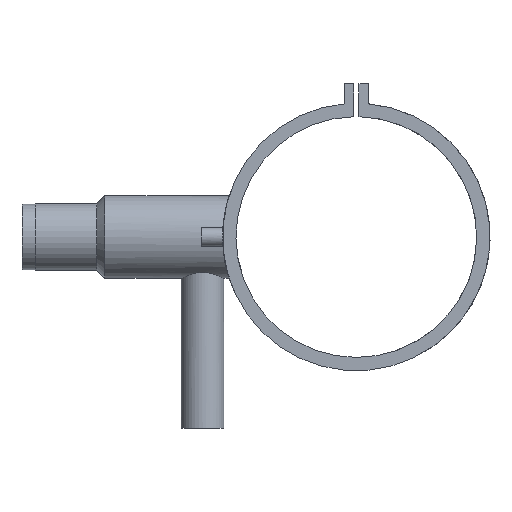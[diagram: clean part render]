
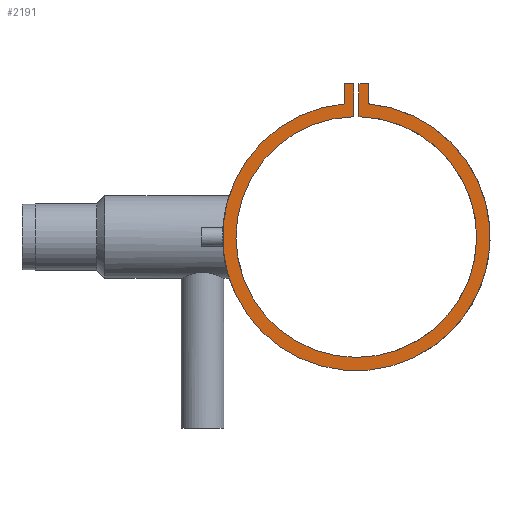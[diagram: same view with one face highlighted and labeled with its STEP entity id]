
A CAD part, left-side view. The second image highlights one B-rep face of the part: STEP entity #2191.
In plain terms, the highlighted planar face has unit normal (-1, 0, 0).
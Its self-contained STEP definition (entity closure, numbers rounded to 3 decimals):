
#28 = EDGE_CURVE ( 'NONE', #1682, #1308, #1790, .T. ) ;
#74 = CARTESIAN_POINT ( 'NONE',  ( -69., -2., 114.594 ) ) ;
#89 = CARTESIAN_POINT ( 'NONE',  ( -69., 9., 114.594 ) ) ;
#90 = LINE ( 'NONE', #848, #1609 ) ;
#145 = EDGE_CURVE ( 'NONE', #1308, #641, #736, .T. ) ;
#198 = AXIS2_PLACEMENT_3D ( 'NONE', #376, #1126, #1883 ) ;
#223 = VERTEX_POINT ( 'NONE', #1825 ) ;
#229 = CARTESIAN_POINT ( 'NONE',  ( -69., -2., 89.978 ) ) ;
#278 = CARTESIAN_POINT ( 'NONE',  ( -69., 2., 114.594 ) ) ;
#289 = CARTESIAN_POINT ( 'NONE',  ( -69., 2., 89.978 ) ) ;
#350 = CARTESIAN_POINT ( 'NONE',  ( -69., 0., 0. ) ) ;
#376 = CARTESIAN_POINT ( 'NONE',  ( -69., 0., 0. ) ) ;
#382 = DIRECTION ( 'NONE',  ( 0., 0., -1. ) ) ;
#397 = VECTOR ( 'NONE', #2254, 1000. ) ;
#428 = VECTOR ( 'NONE', #833, 1000. ) ;
#482 = DIRECTION ( 'NONE',  ( 0., 0., -1. ) ) ;
#520 = CARTESIAN_POINT ( 'NONE',  ( -69., -9., 99.594 ) ) ;
#521 = ORIENTED_EDGE ( 'NONE', *, *, #1312, .F. ) ;
#543 = VERTEX_POINT ( 'NONE', #2043 ) ;
#641 = VERTEX_POINT ( 'NONE', #278 ) ;
#658 = CARTESIAN_POINT ( 'NONE',  ( -69., 9., 99.594 ) ) ;
#686 = VERTEX_POINT ( 'NONE', #289 ) ;
#694 = DIRECTION ( 'NONE',  ( 0., 0., 1. ) ) ;
#704 = VECTOR ( 'NONE', #382, 1000. ) ;
#736 = LINE ( 'NONE', #1492, #397 ) ;
#746 = VECTOR ( 'NONE', #694, 1000. ) ;
#791 = ORIENTED_EDGE ( 'NONE', *, *, #1583, .F. ) ;
#833 = DIRECTION ( 'NONE',  ( 0., -1., 0. ) ) ;
#847 = DIRECTION ( 'NONE',  ( 0., 0., 1. ) ) ;
#848 = CARTESIAN_POINT ( 'NONE',  ( -69., 2., 114.594 ) ) ;
#970 = VERTEX_POINT ( 'NONE', #229 ) ;
#1062 = AXIS2_PLACEMENT_3D ( 'NONE', #350, #1102, #1860 ) ;
#1063 = VECTOR ( 'NONE', #847, 1000. ) ;
#1096 = AXIS2_PLACEMENT_3D ( 'NONE', #1424, #2183, #482 ) ;
#1102 = DIRECTION ( 'NONE',  ( 1., 0., 0. ) ) ;
#1126 = DIRECTION ( 'NONE',  ( 1., 0., 0. ) ) ;
#1148 = EDGE_CURVE ( 'NONE', #686, #970, #2166, .T. ) ;
#1308 = VERTEX_POINT ( 'NONE', #1791 ) ;
#1312 = EDGE_CURVE ( 'NONE', #641, #686, #90, .T. ) ;
#1316 = FACE_OUTER_BOUND ( 'NONE', #2292, .T. ) ;
#1322 = LINE ( 'NONE', #2079, #704 ) ;
#1424 = CARTESIAN_POINT ( 'NONE',  ( -69., 0., 0. ) ) ;
#1429 = ORIENTED_EDGE ( 'NONE', *, *, #28, .F. ) ;
#1454 = VERTEX_POINT ( 'NONE', #520 ) ;
#1492 = CARTESIAN_POINT ( 'NONE',  ( -69., 9., 114.594 ) ) ;
#1583 = EDGE_CURVE ( 'NONE', #223, #1454, #1322, .T. ) ;
#1603 = DIRECTION ( 'NONE',  ( 0., 0., -1. ) ) ;
#1609 = VECTOR ( 'NONE', #1603, 1000. ) ;
#1635 = LINE ( 'NONE', #2394, #746 ) ;
#1682 = VERTEX_POINT ( 'NONE', #658 ) ;
#1777 = LINE ( 'NONE', #74, #428 ) ;
#1790 = LINE ( 'NONE', #89, #1063 ) ;
#1791 = CARTESIAN_POINT ( 'NONE',  ( -69., 9., 114.594 ) ) ;
#1825 = CARTESIAN_POINT ( 'NONE',  ( -69., -9., 114.594 ) ) ;
#1860 = DIRECTION ( 'NONE',  ( 0., 0., -1. ) ) ;
#1883 = DIRECTION ( 'NONE',  ( 0., 0., -1. ) ) ;
#1921 = ORIENTED_EDGE ( 'NONE', *, *, #145, .F. ) ;
#2043 = CARTESIAN_POINT ( 'NONE',  ( -69., -2., 114.594 ) ) ;
#2056 = EDGE_CURVE ( 'NONE', #543, #223, #1777, .T. ) ;
#2059 = ORIENTED_EDGE ( 'NONE', *, *, #2113, .F. ) ;
#2073 = PLANE ( 'NONE',  #198 ) ;
#2079 = CARTESIAN_POINT ( 'NONE',  ( -69., -9., 114.594 ) ) ;
#2082 = ORIENTED_EDGE ( 'NONE', *, *, #2087, .F. ) ;
#2087 = EDGE_CURVE ( 'NONE', #970, #543, #1635, .T. ) ;
#2113 = EDGE_CURVE ( 'NONE', #1454, #1682, #2129, .T. ) ;
#2129 = CIRCLE ( 'NONE', #1062, 100. ) ;
#2166 = CIRCLE ( 'NONE', #1096, 90. ) ;
#2183 = DIRECTION ( 'NONE',  ( -1., 0., 0. ) ) ;
#2191 = ADVANCED_FACE ( 'NONE', ( #1316 ), #2073, .F. ) ;
#2192 = ORIENTED_EDGE ( 'NONE', *, *, #2056, .F. ) ;
#2254 = DIRECTION ( 'NONE',  ( 0., -1., 0. ) ) ;
#2292 = EDGE_LOOP ( 'NONE', ( #2059, #791, #2192, #2082, #2324, #521, #1921, #1429 ) ) ;
#2324 = ORIENTED_EDGE ( 'NONE', *, *, #1148, .F. ) ;
#2394 = CARTESIAN_POINT ( 'NONE',  ( -69., -2., 114.594 ) ) ;
